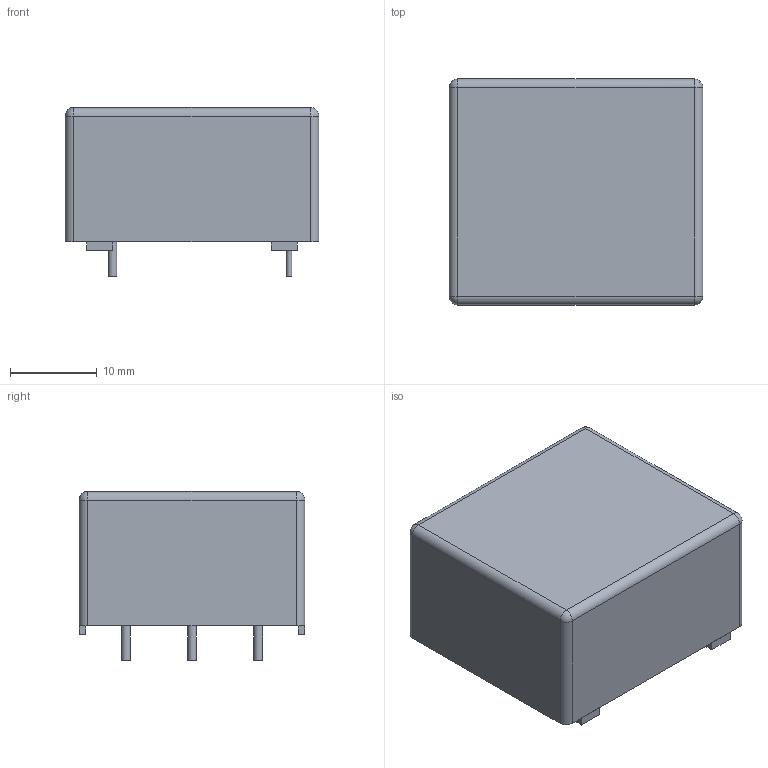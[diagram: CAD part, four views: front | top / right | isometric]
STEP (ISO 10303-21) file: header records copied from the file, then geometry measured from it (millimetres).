
FILE_DESCRIPTION(/* description */ (''),/* implementation_level */ '2;1');
FILE_NAME(/* name */ 'SENS_LEM_LA 25-NP-SP11.stp',/* time_stamp */ '2016-05-26T09:49:16+02:00',/* author */ ('riccim'),/* organization */ (''),/* preprocessor_version */ 'ST-DEVELOPER v15.5',/* originating_system */ 'AutoCAD Mechanical',/* authorisation */ '');
FILE_SCHEMA (('AUTOMOTIVE_DESIGN { 1 0 10303 214 3 1 1 }'));
Length unit declared in the file: millimetre
Products named in the file (1): Product
Bounding box: 29.2 x 26 x 19.45 mm (x, y, z)
Volume: 11580.2 mm3; surface area: 4667 mm2
Topology: 11 solids, 11 shells, 76 faces, 150 edges, 96 vertices
Faces by surface type: plane 51, cylinder 21, sphere 4
Full cylindrical faces by diameter (mm): 0.635 x2, 1 x3
Entity records: 1928 total; most frequent: DIRECTION 338, CARTESIAN_POINT 313, ORIENTED_EDGE 284, EDGE_CURVE 142, AXIS2_PLACEMENT_3D 119, LINE 100, VECTOR 100, VERTEX_POINT 94
